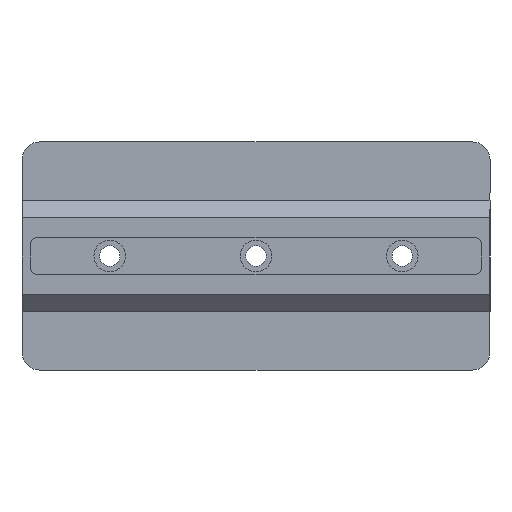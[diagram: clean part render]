
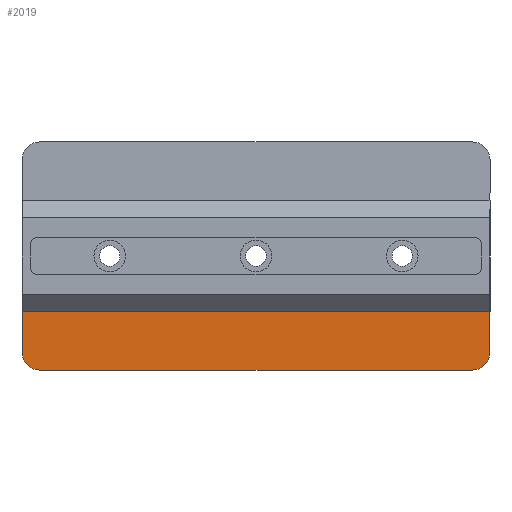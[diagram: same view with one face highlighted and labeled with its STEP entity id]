
A CAD part, front view. The second image highlights one B-rep face of the part: STEP entity #2019.
In plain terms, the highlighted planar face has unit normal (0, -1, 0).
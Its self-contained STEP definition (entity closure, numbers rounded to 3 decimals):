
#51 = EDGE_LOOP ( 'NONE', ( #323, #458, #1126, #2101, #107, #2031 ) ) ;
#107 = ORIENTED_EDGE ( 'NONE', *, *, #197, .F. ) ;
#134 = CARTESIAN_POINT ( 'NONE',  ( 40., -2.5, -16.5 ) ) ;
#162 = AXIS2_PLACEMENT_3D ( 'NONE', #455, #421, #402 ) ;
#165 = EDGE_CURVE ( 'NONE', #1197, #2126, #2177, .T. ) ;
#169 = EDGE_CURVE ( 'NONE', #701, #1197, #252, .T. ) ;
#178 = EDGE_CURVE ( 'NONE', #1650, #701, #1830, .T. ) ;
#194 = EDGE_CURVE ( 'NONE', #1650, #1133, #470, .T. ) ;
#197 = EDGE_CURVE ( 'NONE', #652, #1133, #1163, .T. ) ;
#227 = CARTESIAN_POINT ( 'NONE',  ( -40., -2.5, -4.9 ) ) ;
#231 = EDGE_CURVE ( 'NONE', #652, #2126, #2038, .T. ) ;
#252 = LINE ( 'NONE', #1571, #2220 ) ;
#323 = ORIENTED_EDGE ( 'NONE', *, *, #165, .F. ) ;
#402 = DIRECTION ( 'NONE',  ( 0., 0., 1. ) ) ;
#421 = DIRECTION ( 'NONE',  ( 0., 1., 0. ) ) ;
#439 = PLANE ( 'NONE',  #162 ) ;
#455 = CARTESIAN_POINT ( 'NONE',  ( 0., -2.5, 0. ) ) ;
#458 = ORIENTED_EDGE ( 'NONE', *, *, #169, .F. ) ;
#470 = CIRCLE ( 'NONE', #1697, 3. ) ;
#631 = FACE_OUTER_BOUND ( 'NONE', #51, .T. ) ;
#652 = VERTEX_POINT ( 'NONE', #1351 ) ;
#699 = VECTOR ( 'NONE', #1643, 1000. ) ;
#701 = VERTEX_POINT ( 'NONE', #227 ) ;
#733 = CARTESIAN_POINT ( 'NONE',  ( 37., -2.5, -16.5 ) ) ;
#771 = DIRECTION ( 'NONE',  ( 0., 0., 1. ) ) ;
#847 = CARTESIAN_POINT ( 'NONE',  ( 40., -2.5, -4.9 ) ) ;
#979 = CARTESIAN_POINT ( 'NONE',  ( -37., -2.5, -19.5 ) ) ;
#1068 = DIRECTION ( 'NONE',  ( 0., -1., 0. ) ) ;
#1126 = ORIENTED_EDGE ( 'NONE', *, *, #178, .F. ) ;
#1133 = VERTEX_POINT ( 'NONE', #979 ) ;
#1163 = LINE ( 'NONE', #1208, #1347 ) ;
#1197 = VERTEX_POINT ( 'NONE', #847 ) ;
#1198 = DIRECTION ( 'NONE',  ( 0., -1., 0. ) ) ;
#1208 = CARTESIAN_POINT ( 'NONE',  ( -40., -2.5, -19.5 ) ) ;
#1270 = DIRECTION ( 'NONE',  ( 0., 0., 1. ) ) ;
#1282 = CARTESIAN_POINT ( 'NONE',  ( -37., -2.5, -16.5 ) ) ;
#1307 = DIRECTION ( 'NONE',  ( -1., 0., 0. ) ) ;
#1347 = VECTOR ( 'NONE', #1307, 1000. ) ;
#1351 = CARTESIAN_POINT ( 'NONE',  ( 37., -2.5, -19.5 ) ) ;
#1427 = DIRECTION ( 'NONE',  ( 0., 0., 1. ) ) ;
#1458 = CARTESIAN_POINT ( 'NONE',  ( -40., -2.5, -19.5 ) ) ;
#1571 = CARTESIAN_POINT ( 'NONE',  ( -48.238, -2.5, -4.9 ) ) ;
#1601 = AXIS2_PLACEMENT_3D ( 'NONE', #733, #1068, #771 ) ;
#1613 = CARTESIAN_POINT ( 'NONE',  ( 40., -2.5, -19.5 ) ) ;
#1633 = VECTOR ( 'NONE', #1427, 1000. ) ;
#1643 = DIRECTION ( 'NONE',  ( 0., 0., -1. ) ) ;
#1650 = VERTEX_POINT ( 'NONE', #2167 ) ;
#1675 = DIRECTION ( 'NONE',  ( 1., 0., 0. ) ) ;
#1697 = AXIS2_PLACEMENT_3D ( 'NONE', #1282, #1198, #1270 ) ;
#1830 = LINE ( 'NONE', #1458, #1633 ) ;
#2019 = ADVANCED_FACE ( 'NONE', ( #631 ), #439, .F. ) ;
#2031 = ORIENTED_EDGE ( 'NONE', *, *, #231, .T. ) ;
#2038 = CIRCLE ( 'NONE', #1601, 3. ) ;
#2101 = ORIENTED_EDGE ( 'NONE', *, *, #194, .T. ) ;
#2126 = VERTEX_POINT ( 'NONE', #134 ) ;
#2167 = CARTESIAN_POINT ( 'NONE',  ( -40., -2.5, -16.5 ) ) ;
#2177 = LINE ( 'NONE', #1613, #699 ) ;
#2220 = VECTOR ( 'NONE', #1675, 1000. ) ;
